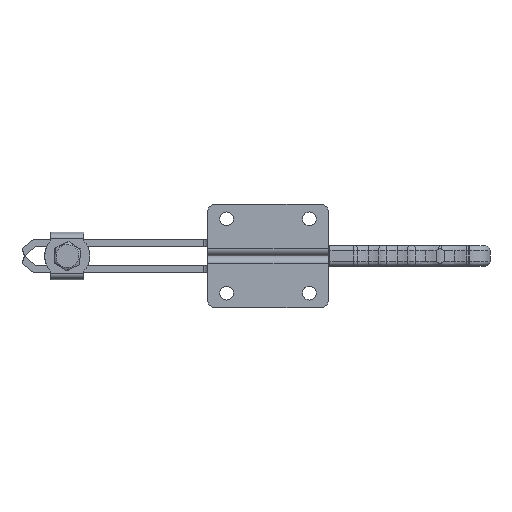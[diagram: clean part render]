
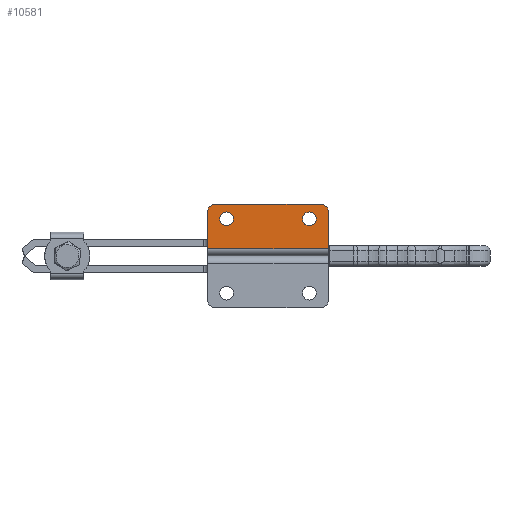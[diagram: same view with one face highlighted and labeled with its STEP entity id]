
A CAD part, front view. The second image highlights one B-rep face of the part: STEP entity #10581.
In plain terms, the highlighted planar face has unit normal (0, -1, 0).
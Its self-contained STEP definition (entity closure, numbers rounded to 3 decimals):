
#465 = DIRECTION ( 'NONE',  ( 0., 0., -1. ) ) ;
#1530 = VERTEX_POINT ( 'NONE', #20959 ) ;
#1543 = FACE_BOUND ( 'NONE', #21312, .T. ) ;
#1929 = LINE ( 'NONE', #26640, #24272 ) ;
#1967 = CARTESIAN_POINT ( 'NONE',  ( 5., 0., 35.5 ) ) ;
#2005 = ORIENTED_EDGE ( 'NONE', *, *, #15213, .T. ) ;
#2213 = CIRCLE ( 'NONE', #14755, 5. ) ;
#2219 = LINE ( 'NONE', #36928, #18352 ) ;
#2676 = DIRECTION ( 'NONE',  ( 0., 0., -1. ) ) ;
#4879 = CARTESIAN_POINT ( 'NONE',  ( 70., 0., 30.25 ) ) ;
#5704 = DIRECTION ( 'NONE',  ( 0., 1., 0. ) ) ;
#6118 = CARTESIAN_POINT ( 'NONE',  ( 13., 0., 30.25 ) ) ;
#6279 = CIRCLE ( 'NONE', #38997, 4.75 ) ;
#6421 = DIRECTION ( 'NONE',  ( 0., 0., -1. ) ) ;
#6661 = ORIENTED_EDGE ( 'NONE', *, *, #24436, .F. ) ;
#6709 = EDGE_CURVE ( 'NONE', #24839, #1530, #6961, .T. ) ;
#6884 = EDGE_CURVE ( 'NONE', #25805, #33645, #2213, .T. ) ;
#6961 = CIRCLE ( 'NONE', #33931, 4.75 ) ;
#7452 = DIRECTION ( 'NONE',  ( 0., -1., 0. ) ) ;
#7864 = CARTESIAN_POINT ( 'NONE',  ( 78., 0., 35.5 ) ) ;
#8102 = CARTESIAN_POINT ( 'NONE',  ( 13., 0., 25.5 ) ) ;
#8482 = ORIENTED_EDGE ( 'NONE', *, *, #37063, .F. ) ;
#8853 = VERTEX_POINT ( 'NONE', #6118 ) ;
#10056 = EDGE_CURVE ( 'NONE', #27512, #35613, #13874, .T. ) ;
#10217 = CARTESIAN_POINT ( 'NONE',  ( 0., 0., 30.5 ) ) ;
#10260 = CARTESIAN_POINT ( 'NONE',  ( 0., 0., 5. ) ) ;
#10581 = ADVANCED_FACE ( 'NONE', ( #39120, #15730, #1543 ), #23917, .F. ) ;
#11115 = DIRECTION ( 'NONE',  ( 0., -1., 0. ) ) ;
#11124 = DIRECTION ( 'NONE',  ( 0., 0., -1. ) ) ;
#11651 = DIRECTION ( 'NONE',  ( 0., -1., 0. ) ) ;
#13874 = LINE ( 'NONE', #10260, #28235 ) ;
#14048 = CIRCLE ( 'NONE', #36221, 5. ) ;
#14755 = AXIS2_PLACEMENT_3D ( 'NONE', #25718, #7452, #28794 ) ;
#14883 = DIRECTION ( 'NONE',  ( 0., -1., 0. ) ) ;
#15213 = EDGE_CURVE ( 'NONE', #18652, #16868, #14048, .T. ) ;
#15730 = FACE_BOUND ( 'NONE', #32681, .T. ) ;
#16868 = VERTEX_POINT ( 'NONE', #10217 ) ;
#16962 = ORIENTED_EDGE ( 'NONE', *, *, #27492, .T. ) ;
#18352 = VECTOR ( 'NONE', #6421, 1000. ) ;
#18639 = DIRECTION ( 'NONE',  ( 0., -1., 0. ) ) ;
#18652 = VERTEX_POINT ( 'NONE', #1967 ) ;
#18914 = ORIENTED_EDGE ( 'NONE', *, *, #6709, .F. ) ;
#20420 = CIRCLE ( 'NONE', #30170, 4.75 ) ;
#20666 = EDGE_CURVE ( 'NONE', #33645, #18652, #34827, .T. ) ;
#20959 = CARTESIAN_POINT ( 'NONE',  ( 70., 0., 20.75 ) ) ;
#21114 = EDGE_LOOP ( 'NONE', ( #16962, #33837, #6661, #38301, #35496, #2005 ) ) ;
#21213 = ORIENTED_EDGE ( 'NONE', *, *, #22267, .F. ) ;
#21312 = EDGE_LOOP ( 'NONE', ( #21213, #18914 ) ) ;
#21559 = AXIS2_PLACEMENT_3D ( 'NONE', #33178, #14883, #36246 ) ;
#21711 = CARTESIAN_POINT ( 'NONE',  ( 0., 0., 5. ) ) ;
#22267 = EDGE_CURVE ( 'NONE', #1530, #24839, #37147, .T. ) ;
#23917 = PLANE ( 'NONE',  #37106 ) ;
#24272 = VECTOR ( 'NONE', #2676, 1000. ) ;
#24436 = EDGE_CURVE ( 'NONE', #25805, #35613, #1929, .T. ) ;
#24705 = VERTEX_POINT ( 'NONE', #37666 ) ;
#24839 = VERTEX_POINT ( 'NONE', #4879 ) ;
#24944 = ORIENTED_EDGE ( 'NONE', *, *, #39276, .F. ) ;
#25718 = CARTESIAN_POINT ( 'NONE',  ( 78., 0., 30.5 ) ) ;
#25805 = VERTEX_POINT ( 'NONE', #39041 ) ;
#26640 = CARTESIAN_POINT ( 'NONE',  ( 83., 0., 5. ) ) ;
#26749 = VECTOR ( 'NONE', #38355, 1000. ) ;
#27021 = DIRECTION ( 'NONE',  ( 0., 0., 1. ) ) ;
#27492 = EDGE_CURVE ( 'NONE', #16868, #27512, #2219, .T. ) ;
#27512 = VERTEX_POINT ( 'NONE', #21711 ) ;
#28235 = VECTOR ( 'NONE', #34524, 1000. ) ;
#28794 = DIRECTION ( 'NONE',  ( 0., 0., -1. ) ) ;
#28864 = CARTESIAN_POINT ( 'NONE',  ( 78., 0., 35.5 ) ) ;
#29409 = CARTESIAN_POINT ( 'NONE',  ( 13., 0., 25.5 ) ) ;
#29419 = DIRECTION ( 'NONE',  ( 0., -1., 0. ) ) ;
#29932 = CARTESIAN_POINT ( 'NONE',  ( 5., 0., 30.5 ) ) ;
#30170 = AXIS2_PLACEMENT_3D ( 'NONE', #8102, #29419, #11124 ) ;
#32450 = DIRECTION ( 'NONE',  ( 0., 0., -1. ) ) ;
#32681 = EDGE_LOOP ( 'NONE', ( #24944, #8482 ) ) ;
#32967 = DIRECTION ( 'NONE',  ( 0., 0., -1. ) ) ;
#33178 = CARTESIAN_POINT ( 'NONE',  ( 70., 0., 25.5 ) ) ;
#33645 = VERTEX_POINT ( 'NONE', #28864 ) ;
#33837 = ORIENTED_EDGE ( 'NONE', *, *, #10056, .T. ) ;
#33931 = AXIS2_PLACEMENT_3D ( 'NONE', #36917, #18639, #465 ) ;
#34383 = CARTESIAN_POINT ( 'NONE',  ( 83., 0., 5. ) ) ;
#34524 = DIRECTION ( 'NONE',  ( 1., 0., 0. ) ) ;
#34827 = LINE ( 'NONE', #7864, #26749 ) ;
#35496 = ORIENTED_EDGE ( 'NONE', *, *, #20666, .T. ) ;
#35613 = VERTEX_POINT ( 'NONE', #34383 ) ;
#36221 = AXIS2_PLACEMENT_3D ( 'NONE', #29932, #11651, #32967 ) ;
#36246 = DIRECTION ( 'NONE',  ( 0., 0., -1. ) ) ;
#36917 = CARTESIAN_POINT ( 'NONE',  ( 70., 0., 25.5 ) ) ;
#36928 = CARTESIAN_POINT ( 'NONE',  ( 0., 0., 5. ) ) ;
#37063 = EDGE_CURVE ( 'NONE', #8853, #24705, #6279, .T. ) ;
#37106 = AXIS2_PLACEMENT_3D ( 'NONE', #39109, #5704, #27021 ) ;
#37147 = CIRCLE ( 'NONE', #21559, 4.75 ) ;
#37666 = CARTESIAN_POINT ( 'NONE',  ( 13., 0., 20.75 ) ) ;
#38301 = ORIENTED_EDGE ( 'NONE', *, *, #6884, .T. ) ;
#38355 = DIRECTION ( 'NONE',  ( -1., 0., 0. ) ) ;
#38997 = AXIS2_PLACEMENT_3D ( 'NONE', #29409, #11115, #32450 ) ;
#39041 = CARTESIAN_POINT ( 'NONE',  ( 83., 0., 30.5 ) ) ;
#39109 = CARTESIAN_POINT ( 'NONE',  ( 0., 0., 5. ) ) ;
#39120 = FACE_OUTER_BOUND ( 'NONE', #21114, .T. ) ;
#39276 = EDGE_CURVE ( 'NONE', #24705, #8853, #20420, .T. ) ;
